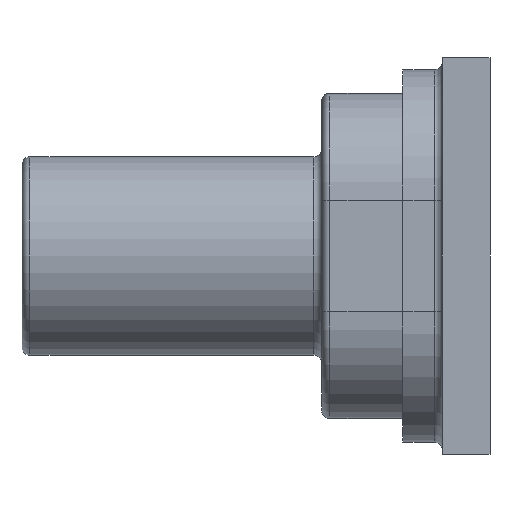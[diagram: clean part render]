
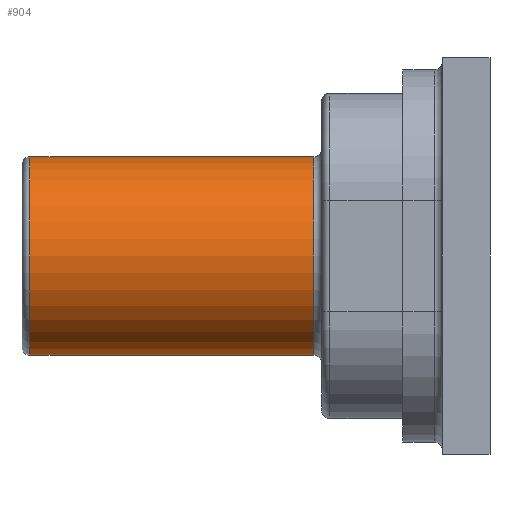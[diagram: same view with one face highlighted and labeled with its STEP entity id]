
A CAD part, left-side view. The second image highlights one B-rep face of the part: STEP entity #904.
In plain terms, the highlighted cylindrical face has radius 1.25 mm (diameter 2.5 mm), a partial arc.
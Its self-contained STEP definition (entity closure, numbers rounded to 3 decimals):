
#30 = ORIENTED_EDGE ( 'NONE', *, *, #4148, .T. ) ;
#51 = AXIS2_PLACEMENT_3D ( 'NONE', #5263, #2475, #5772 ) ;
#504 = DIRECTION ( 'NONE',  ( 0., 0., 1. ) ) ;
#542 = CYLINDRICAL_SURFACE ( 'NONE', #5183, 1.25 ) ;
#620 = VERTEX_POINT ( 'NONE', #4805 ) ;
#744 = AXIS2_PLACEMENT_3D ( 'NONE', #4509, #4739, #504 ) ;
#839 = DIRECTION ( 'NONE',  ( 0., 0., -1. ) ) ;
#904 = ADVANCED_FACE ( 'NONE', ( #3450 ), #542, .T. ) ;
#935 = DIRECTION ( 'NONE',  ( 0., -1., 0. ) ) ;
#1610 = DIRECTION ( 'NONE',  ( 0., -1., 0. ) ) ;
#1756 = VERTEX_POINT ( 'NONE', #5716 ) ;
#2305 = ORIENTED_EDGE ( 'NONE', *, *, #2500, .T. ) ;
#2342 = LINE ( 'NONE', #5820, #5957 ) ;
#2475 = DIRECTION ( 'NONE',  ( 0., 1., 0. ) ) ;
#2500 = EDGE_CURVE ( 'NONE', #1756, #6104, #2840, .T. ) ;
#2698 = EDGE_LOOP ( 'NONE', ( #2904, #2305, #30, #3059 ) ) ;
#2840 = CIRCLE ( 'NONE', #744, 1.25 ) ;
#2904 = ORIENTED_EDGE ( 'NONE', *, *, #4999, .F. ) ;
#3059 = ORIENTED_EDGE ( 'NONE', *, *, #3734, .T. ) ;
#3322 = CARTESIAN_POINT ( 'NONE',  ( -95.18, 35.135, 29.609 ) ) ;
#3450 = FACE_OUTER_BOUND ( 'NONE', #2698, .T. ) ;
#3626 = CARTESIAN_POINT ( 'NONE',  ( -95.18, 35.135, 28.359 ) ) ;
#3734 = EDGE_CURVE ( 'NONE', #620, #3743, #5667, .T. ) ;
#3743 = VERTEX_POINT ( 'NONE', #4800 ) ;
#3763 = LINE ( 'NONE', #3322, #4850 ) ;
#3797 = DIRECTION ( 'NONE',  ( 0., -1., 0. ) ) ;
#4148 = EDGE_CURVE ( 'NONE', #6104, #620, #2342, .T. ) ;
#4509 = CARTESIAN_POINT ( 'NONE',  ( -95.18, 35.035, 28.359 ) ) ;
#4739 = DIRECTION ( 'NONE',  ( 0., -1., 0. ) ) ;
#4800 = CARTESIAN_POINT ( 'NONE',  ( -95.18, 31.455, 29.609 ) ) ;
#4805 = CARTESIAN_POINT ( 'NONE',  ( -95.18, 31.455, 27.109 ) ) ;
#4850 = VECTOR ( 'NONE', #3797, 1000. ) ;
#4999 = EDGE_CURVE ( 'NONE', #1756, #3743, #3763, .T. ) ;
#5183 = AXIS2_PLACEMENT_3D ( 'NONE', #3626, #935, #839 ) ;
#5263 = CARTESIAN_POINT ( 'NONE',  ( -95.18, 31.455, 28.359 ) ) ;
#5281 = CARTESIAN_POINT ( 'NONE',  ( -95.18, 35.035, 27.109 ) ) ;
#5667 = CIRCLE ( 'NONE', #51, 1.25 ) ;
#5716 = CARTESIAN_POINT ( 'NONE',  ( -95.18, 35.035, 29.609 ) ) ;
#5772 = DIRECTION ( 'NONE',  ( 0., 0., 1. ) ) ;
#5820 = CARTESIAN_POINT ( 'NONE',  ( -95.18, 35.135, 27.109 ) ) ;
#5957 = VECTOR ( 'NONE', #1610, 1000. ) ;
#6104 = VERTEX_POINT ( 'NONE', #5281 ) ;
